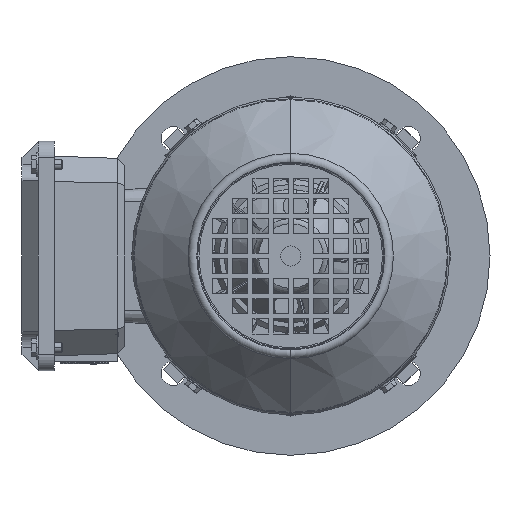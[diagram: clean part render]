
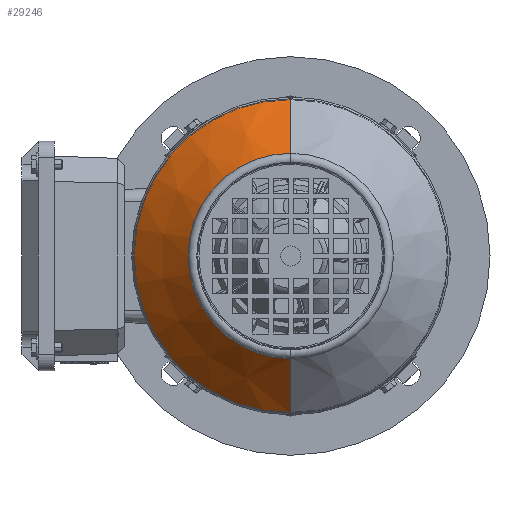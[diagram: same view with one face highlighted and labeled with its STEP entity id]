
A CAD part, left-side view. The second image highlights one B-rep face of the part: STEP entity #29246.
In plain terms, the highlighted conical face has half-angle 45 degrees and reference radius 51 mm.
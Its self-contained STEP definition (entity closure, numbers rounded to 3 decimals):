
#28937 = VERTEX_POINT ( 'NONE', #33529 ) ;
#28942 = EDGE_CURVE ( 'NONE', #28970, #28937, #33524, .T. ) ;
#28963 = VERTEX_POINT ( 'NONE', #33607 ) ;
#28970 = VERTEX_POINT ( 'NONE', #33593 ) ;
#28982 = EDGE_CURVE ( 'NONE', #28963, #28983, #33705, .T. ) ;
#28983 = VERTEX_POINT ( 'NONE', #33699 ) ;
#29239 = EDGE_CURVE ( 'NONE', #28983, #28937, #34929, .T. ) ;
#29246 = ADVANCED_FACE ( 'NONE', ( #34911 ), #34909, .T. ) ;
#29247 = EDGE_LOOP ( 'NONE', ( #29248, #29249, #29252, #29253 ) ) ;
#29248 = ORIENTED_EDGE ( 'NONE', *, *, #28982, .F. ) ;
#29249 = ORIENTED_EDGE ( 'NONE', *, *, #29250, .T. ) ;
#29250 = EDGE_CURVE ( 'NONE', #28963, #28970, #34903, .T. ) ;
#29252 = ORIENTED_EDGE ( 'NONE', *, *, #28942, .T. ) ;
#29253 = ORIENTED_EDGE ( 'NONE', *, *, #29239, .F. ) ;
#33519 = DIRECTION ( 'NONE',  ( -0.707, 0., 0.707 ) ) ;
#33520 = VECTOR ( 'NONE', #33519, 1000. ) ;
#33522 = CARTESIAN_POINT ( 'NONE',  ( 86.331, 0., 51. ) ) ;
#33524 = LINE ( 'NONE', #33522, #33520 ) ;
#33529 = CARTESIAN_POINT ( 'NONE',  ( 59.21, 0., 78.121 ) ) ;
#33593 = CARTESIAN_POINT ( 'NONE',  ( 86.331, 0., 51. ) ) ;
#33607 = CARTESIAN_POINT ( 'NONE',  ( 86.331, 0., -51. ) ) ;
#33699 = CARTESIAN_POINT ( 'NONE',  ( 59.21, 0., -78.121 ) ) ;
#33701 = DIRECTION ( 'NONE',  ( -0.707, 0., -0.707 ) ) ;
#33703 = VECTOR ( 'NONE', #33701, 1000. ) ;
#33704 = CARTESIAN_POINT ( 'NONE',  ( 86.331, 0., -51. ) ) ;
#33705 = LINE ( 'NONE', #33704, #33703 ) ;
#34887 = DIRECTION ( 'NONE',  ( 0., 0., 1. ) ) ;
#34889 = DIRECTION ( 'NONE',  ( -1., 0., 0. ) ) ;
#34891 = CARTESIAN_POINT ( 'NONE',  ( 86.331, 0., 0. ) ) ;
#34892 = AXIS2_PLACEMENT_3D ( 'NONE', #34891, #34889, #34887 ) ;
#34898 = DIRECTION ( 'NONE',  ( 0., 0., 1. ) ) ;
#34899 = DIRECTION ( 'NONE',  ( -1., 0., 0. ) ) ;
#34900 = CARTESIAN_POINT ( 'NONE',  ( 86.331, 0., 0. ) ) ;
#34902 = AXIS2_PLACEMENT_3D ( 'NONE', #34900, #34899, #34898 ) ;
#34903 = CIRCLE ( 'NONE', #34892, 51. ) ;
#34909 = CONICAL_SURFACE ( 'NONE', #34902, 51., 0.785 ) ;
#34911 = FACE_OUTER_BOUND ( 'NONE', #29247, .T. ) ;
#34913 = DIRECTION ( 'NONE',  ( 0., 0., 1. ) ) ;
#34915 = DIRECTION ( 'NONE',  ( -1., 0., 0. ) ) ;
#34917 = CARTESIAN_POINT ( 'NONE',  ( 59.21, 0., 0. ) ) ;
#34918 = AXIS2_PLACEMENT_3D ( 'NONE', #34917, #34915, #34913 ) ;
#34929 = CIRCLE ( 'NONE', #34918, 78.121 ) ;
